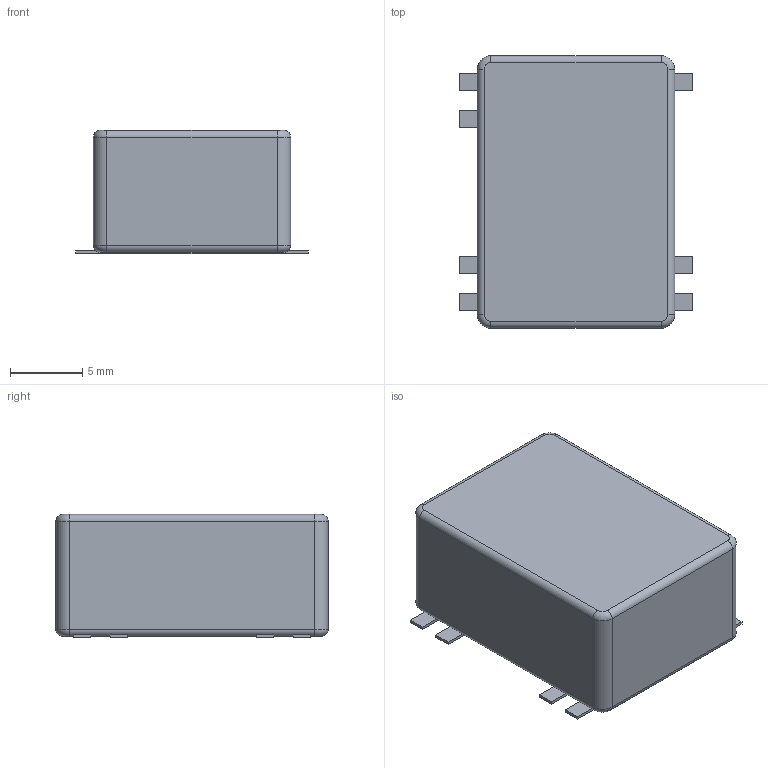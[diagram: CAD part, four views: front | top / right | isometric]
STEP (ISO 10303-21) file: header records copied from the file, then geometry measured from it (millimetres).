
FILE_DESCRIPTION(/* description */ ('model of Converter_DCDC_TRACO_TMR-1SM_SMD'),/* implementation_level */ '2;1');
FILE_NAME(/* name */ 'Converter_DCDC_TRACO_TMR-1SM_SMD.step',/* time_stamp */ '2018-03-25T16:11:57',/* author */ ('kicad StepUp','ksu'),/* organization */ ('FreeCAD'),/* preprocessor_version */ 'OCC',/* originating_system */ 'kicad StepUp',/* authorisation */ '');
FILE_SCHEMA(('AUTOMOTIVE_DESIGN { 1 0 10303 214 1 1 1 1 }'));
Length unit declared in the file: millimetre
Products named in the file (5): ASSEMBLY; Converter_DCDC_TRACO_TMR_1SM_SMD001; Shape0_437731215549; Shape0_832282914005; Converter_DCDC_TRACO_TMR_1SM_SMD
Assembly tree (4 placements, depth 2):
  ASSEMBLY
    Converter_DCDC_TRACO_TMR_1SM_SMD001
    Shape0_437731215549
    Shape0_832282914005
    Converter_DCDC_TRACO_TMR_1SM_SMD
Bounding box: 16.15 x 18.9 x 8.55 mm (x, y, z)
Surface area: 2215.4 mm2
Topology: 7 solids, 7 shells, 82 faces, 172 edges, 104 vertices
Faces by surface type: plane 42, cylinder 24, torus 16
Entity records: 2303 total; most frequent: DIRECTION 410, CARTESIAN_POINT 363, ORIENTED_EDGE 344, EDGE_CURVE 172, AXIS2_PLACEMENT_3D 151, LINE 108, VECTOR 108, VERTEX_POINT 104
